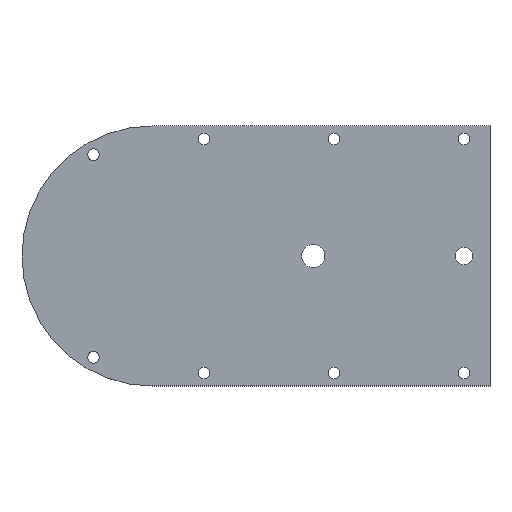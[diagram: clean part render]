
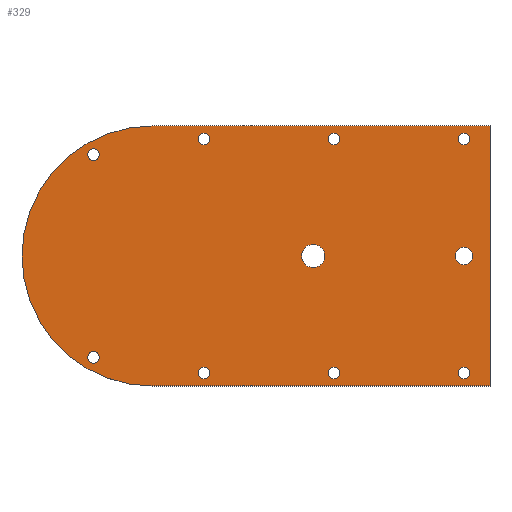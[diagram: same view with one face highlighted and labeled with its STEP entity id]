
A CAD part, top view. The second image highlights one B-rep face of the part: STEP entity #329.
In plain terms, the highlighted planar face has unit normal (0, 0, 1).
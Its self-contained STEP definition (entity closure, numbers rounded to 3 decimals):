
#25=FACE_BOUND('',#77,.T.);
#26=FACE_BOUND('',#78,.T.);
#27=FACE_BOUND('',#79,.T.);
#28=FACE_BOUND('',#80,.T.);
#29=FACE_BOUND('',#81,.T.);
#30=FACE_BOUND('',#82,.T.);
#31=FACE_BOUND('',#83,.T.);
#32=FACE_BOUND('',#84,.T.);
#33=FACE_BOUND('',#85,.T.);
#34=FACE_BOUND('',#86,.T.);
#38=PLANE('',#377);
#50=FACE_OUTER_BOUND('',#76,.T.);
#76=EDGE_LOOP('',(#274,#275,#276,#277));
#77=EDGE_LOOP('',(#278));
#78=EDGE_LOOP('',(#279));
#79=EDGE_LOOP('',(#280));
#80=EDGE_LOOP('',(#281));
#81=EDGE_LOOP('',(#282));
#82=EDGE_LOOP('',(#283));
#83=EDGE_LOOP('',(#284));
#84=EDGE_LOOP('',(#285));
#85=EDGE_LOOP('',(#286));
#86=EDGE_LOOP('',(#287));
#98=LINE('',#525,#118);
#104=LINE('',#536,#124);
#107=LINE('',#556,#127);
#118=VECTOR('',#433,10.);
#124=VECTOR('',#441,10.);
#127=VECTOR('',#464,10.);
#132=CIRCLE('',#350,2.25);
#134=CIRCLE('',#353,2.25);
#136=CIRCLE('',#356,2.25);
#138=CIRCLE('',#359,2.25);
#140=CIRCLE('',#362,2.25);
#142=CIRCLE('',#365,2.25);
#149=CIRCLE('',#376,3.3);
#150=CIRCLE('',#378,50.);
#151=CIRCLE('',#379,4.5);
#152=CIRCLE('',#380,2.25);
#153=CIRCLE('',#381,2.25);
#154=VERTEX_POINT('',#487);
#156=VERTEX_POINT('',#493);
#158=VERTEX_POINT('',#499);
#160=VERTEX_POINT('',#505);
#162=VERTEX_POINT('',#511);
#164=VERTEX_POINT('',#517);
#166=VERTEX_POINT('',#523);
#167=VERTEX_POINT('',#524);
#171=VERTEX_POINT('',#534);
#177=VERTEX_POINT('',#550);
#178=VERTEX_POINT('',#554);
#179=VERTEX_POINT('',#557);
#180=VERTEX_POINT('',#559);
#181=VERTEX_POINT('',#561);
#182=EDGE_CURVE('',#154,#154,#132,.T.);
#185=EDGE_CURVE('',#156,#156,#134,.T.);
#188=EDGE_CURVE('',#158,#158,#136,.T.);
#191=EDGE_CURVE('',#160,#160,#138,.T.);
#194=EDGE_CURVE('',#162,#162,#140,.T.);
#197=EDGE_CURVE('',#164,#164,#142,.T.);
#200=EDGE_CURVE('',#166,#167,#98,.T.);
#206=EDGE_CURVE('',#167,#171,#104,.T.);
#213=EDGE_CURVE('',#177,#177,#149,.T.);
#215=EDGE_CURVE('',#171,#178,#150,.T.);
#216=EDGE_CURVE('',#178,#166,#107,.T.);
#217=EDGE_CURVE('',#179,#179,#151,.T.);
#218=EDGE_CURVE('',#180,#180,#152,.T.);
#219=EDGE_CURVE('',#181,#181,#153,.T.);
#274=ORIENTED_EDGE('',*,*,#200,.T.);
#275=ORIENTED_EDGE('',*,*,#206,.T.);
#276=ORIENTED_EDGE('',*,*,#215,.T.);
#277=ORIENTED_EDGE('',*,*,#216,.T.);
#278=ORIENTED_EDGE('',*,*,#182,.T.);
#279=ORIENTED_EDGE('',*,*,#185,.T.);
#280=ORIENTED_EDGE('',*,*,#188,.T.);
#281=ORIENTED_EDGE('',*,*,#191,.T.);
#282=ORIENTED_EDGE('',*,*,#194,.T.);
#283=ORIENTED_EDGE('',*,*,#197,.T.);
#284=ORIENTED_EDGE('',*,*,#213,.T.);
#285=ORIENTED_EDGE('',*,*,#217,.T.);
#286=ORIENTED_EDGE('',*,*,#218,.T.);
#287=ORIENTED_EDGE('',*,*,#219,.T.);
#329=ADVANCED_FACE('',(#50,#25,#26,#27,#28,#29,#30,#31,#32,#33,#34),#38,
 .T.);
#350=AXIS2_PLACEMENT_3D('',#488,#391,#392);
#353=AXIS2_PLACEMENT_3D('',#494,#398,#399);
#356=AXIS2_PLACEMENT_3D('',#500,#405,#406);
#359=AXIS2_PLACEMENT_3D('',#506,#412,#413);
#362=AXIS2_PLACEMENT_3D('',#512,#419,#420);
#365=AXIS2_PLACEMENT_3D('',#518,#426,#427);
#376=AXIS2_PLACEMENT_3D('',#551,#457,#458);
#377=AXIS2_PLACEMENT_3D('',#553,#460,#461);
#378=AXIS2_PLACEMENT_3D('',#555,#462,#463);
#379=AXIS2_PLACEMENT_3D('',#558,#465,#466);
#380=AXIS2_PLACEMENT_3D('',#560,#467,#468);
#381=AXIS2_PLACEMENT_3D('',#562,#469,#470);
#391=DIRECTION('center_axis',(0.,0.,-1.));
#392=DIRECTION('ref_axis',(1.,0.,0.));
#398=DIRECTION('center_axis',(0.,0.,-1.));
#399=DIRECTION('ref_axis',(1.,0.,0.));
#405=DIRECTION('center_axis',(0.,0.,-1.));
#406=DIRECTION('ref_axis',(1.,0.,0.));
#412=DIRECTION('center_axis',(0.,0.,-1.));
#413=DIRECTION('ref_axis',(1.,0.,0.));
#419=DIRECTION('center_axis',(0.,0.,-1.));
#420=DIRECTION('ref_axis',(1.,0.,0.));
#426=DIRECTION('center_axis',(0.,0.,-1.));
#427=DIRECTION('ref_axis',(1.,0.,0.));
#433=DIRECTION('',(0.,1.,0.));
#441=DIRECTION('',(-1.,0.,0.));
#457=DIRECTION('center_axis',(0.,0.,-1.));
#458=DIRECTION('ref_axis',(1.,0.,0.));
#460=DIRECTION('center_axis',(0.,0.,1.));
#461=DIRECTION('ref_axis',(1.,0.,0.));
#462=DIRECTION('center_axis',(0.,0.,1.));
#463=DIRECTION('ref_axis',(1.,0.,0.));
#464=DIRECTION('',(1.,0.,0.));
#465=DIRECTION('center_axis',(0.,0.,-1.));
#466=DIRECTION('ref_axis',(1.,0.,0.));
#467=DIRECTION('center_axis',(0.,0.,-1.));
#468=DIRECTION('ref_axis',(1.,0.,0.));
#469=DIRECTION('center_axis',(0.,0.,-1.));
#470=DIRECTION('ref_axis',(1.,0.,0.));
#487=CARTESIAN_POINT('',(117.75,45.,2.));
#488=CARTESIAN_POINT('Origin',(120.,45.,2.));
#493=CARTESIAN_POINT('',(67.75,-45.,2.));
#494=CARTESIAN_POINT('Origin',(70.,-45.,2.));
#499=CARTESIAN_POINT('',(17.75,45.,2.));
#500=CARTESIAN_POINT('Origin',(20.,45.,2.));
#505=CARTESIAN_POINT('',(17.75,-45.,2.));
#506=CARTESIAN_POINT('Origin',(20.,-45.,2.));
#511=CARTESIAN_POINT('',(67.75,45.,2.));
#512=CARTESIAN_POINT('Origin',(70.,45.,2.));
#517=CARTESIAN_POINT('',(117.75,-45.,2.));
#518=CARTESIAN_POINT('Origin',(120.,-45.,2.));
#523=CARTESIAN_POINT('',(130.,-50.,2.));
#524=CARTESIAN_POINT('',(130.,50.,2.));
#525=CARTESIAN_POINT('',(130.,5.,2.));
#534=CARTESIAN_POINT('',(0.,50.,2.));
#536=CARTESIAN_POINT('',(300.,50.,2.));
#550=CARTESIAN_POINT('',(116.7,0.,2.));
#551=CARTESIAN_POINT('Origin',(120.,0.,2.));
#553=CARTESIAN_POINT('Origin',(150.,25.,2.));
#554=CARTESIAN_POINT('',(0.,-50.,2.));
#555=CARTESIAN_POINT('Origin',(0.,0.,2.));
#556=CARTESIAN_POINT('',(0.,-50.,2.));
#557=CARTESIAN_POINT('',(57.5,0.,2.));
#558=CARTESIAN_POINT('Origin',(62.,0.,2.));
#559=CARTESIAN_POINT('',(-24.75,-38.971,2.));
#560=CARTESIAN_POINT('Origin',(-22.5,-38.971,2.));
#561=CARTESIAN_POINT('',(-24.75,38.971,2.));
#562=CARTESIAN_POINT('Origin',(-22.5,38.971,2.));
